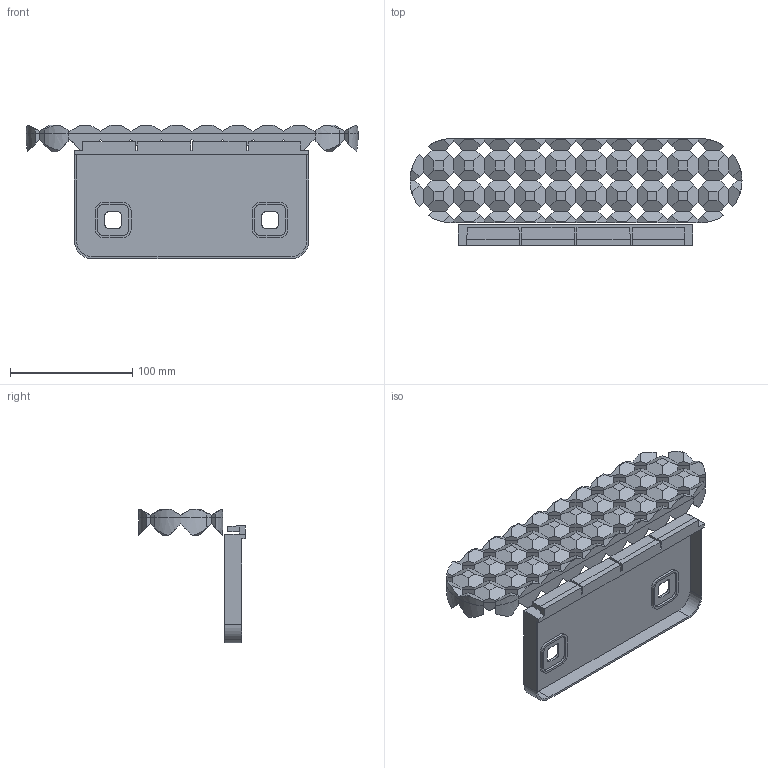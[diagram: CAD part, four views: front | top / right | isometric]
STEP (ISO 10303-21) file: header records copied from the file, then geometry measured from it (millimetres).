
FILE_DESCRIPTION(/* description */ ('','CAx-IF Rec.Pracs.---Representation and Presentation of Product Manufacturing Information (PMI)---4.0---2014-10-13'),/* implementation_level */ '2;1');
FILE_NAME(/* name */ 'soap_tray.step',/* time_stamp */ '2024-12-28T13:36:21+01:00',/* author */ (''),/* organization */ (''),/* preprocessor_version */ 'ST-DEVELOPER v20',/* originating_system */ 'Autodesk Translation Framework v13.20.0.188',/* authorisation */ '');
FILE_SCHEMA (('AP242_MANAGED_MODEL_BASED_3D_ENGINEERING_MIM_LF { 1 0 10303 442 1 1 4 }'));
Length unit declared in the file: millimetre
Products named in the file (1): Soap Tray
Bounding box: 272 x 87.55 x 109.64 mm (x, y, z)
Volume: 271352.2 mm3; surface area: 143789.4 mm2
Topology: 3 solids, 3 shells, 730 faces, 2070 edges, 1292 vertices
Faces by surface type: plane 690, cylinder 40
Entity records: 23201 total; most frequent: ORIENTED_EDGE 4140, CARTESIAN_POINT 4093, DIRECTION 3640, EDGE_CURVE 2070, LINE 1962, VECTOR 1962, VERTEX_POINT 1292, AXIS2_PLACEMENT_3D 839
